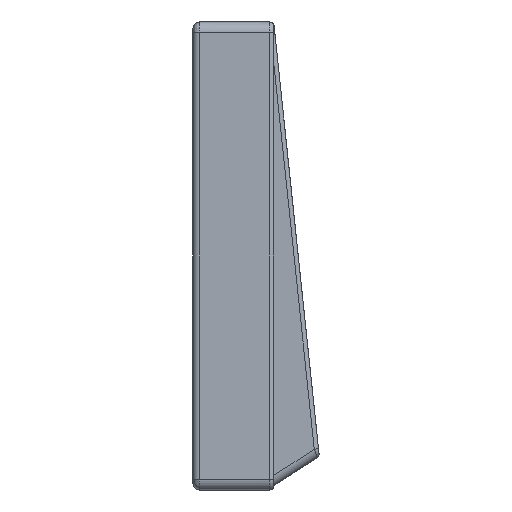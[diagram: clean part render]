
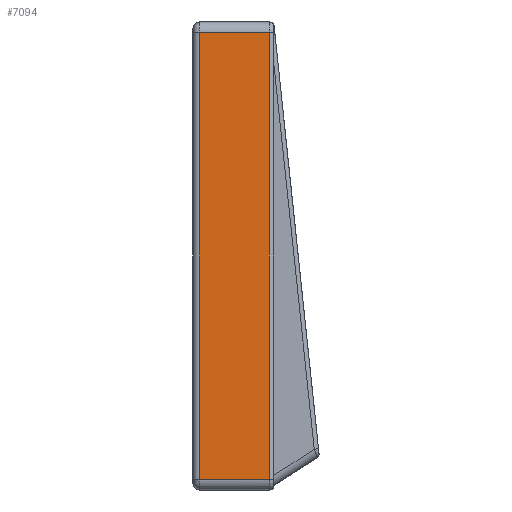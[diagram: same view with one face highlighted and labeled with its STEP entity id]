
A CAD part, left-side view. The second image highlights one B-rep face of the part: STEP entity #7094.
In plain terms, the highlighted planar face has unit normal (-1, 0, 0).
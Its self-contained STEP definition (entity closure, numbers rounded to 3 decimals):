
#144=PLANE('',#7629);
#587=FACE_OUTER_BOUND('',#993,.T.);
#993=EDGE_LOOP('',(#5289,#5290,#5291,#5292));
#1907=LINE('',#16681,#2430);
#1908=LINE('',#16683,#2431);
#1909=LINE('',#16685,#2432);
#1910=LINE('',#16686,#2433);
#2430=VECTOR('',#8833,1000.);
#2431=VECTOR('',#8834,10.);
#2432=VECTOR('',#8835,1000.);
#2433=VECTOR('',#8836,1000.);
#3180=VERTEX_POINT('',#16679);
#3181=VERTEX_POINT('',#16680);
#3182=VERTEX_POINT('',#16682);
#3183=VERTEX_POINT('',#16684);
#4037=EDGE_CURVE('',#3180,#3181,#1907,.T.);
#4038=EDGE_CURVE('',#3181,#3182,#1908,.T.);
#4039=EDGE_CURVE('',#3182,#3183,#1909,.T.);
#4040=EDGE_CURVE('',#3183,#3180,#1910,.T.);
#5289=ORIENTED_EDGE('',*,*,#4037,.T.);
#5290=ORIENTED_EDGE('',*,*,#4038,.T.);
#5291=ORIENTED_EDGE('',*,*,#4039,.T.);
#5292=ORIENTED_EDGE('',*,*,#4040,.T.);
#7094=ADVANCED_FACE('',(#587),#144,.F.);
#7629=AXIS2_PLACEMENT_3D('',#16678,#8831,#8832);
#8831=DIRECTION('center_axis',(1.,0.,0.));
#8832=DIRECTION('ref_axis',(0.,0.,-1.));
#8833=DIRECTION('',(0.,-1.,0.));
#8834=DIRECTION('',(0.,0.,1.));
#8835=DIRECTION('',(0.,1.,0.));
#8836=DIRECTION('',(0.,0.,-1.));
#16678=CARTESIAN_POINT('Origin',(-147.85,19.,-55.1));
#16679=CARTESIAN_POINT('',(-147.85,17.5,-52.6));
#16680=CARTESIAN_POINT('',(-147.85,1.,-52.6));
#16681=CARTESIAN_POINT('',(-147.85,19.,-52.6));
#16682=CARTESIAN_POINT('',(-147.85,1.,52.6));
#16683=CARTESIAN_POINT('',(-147.85,1.,-52.6));
#16684=CARTESIAN_POINT('',(-147.85,17.5,52.6));
#16685=CARTESIAN_POINT('',(-147.85,19.,52.6));
#16686=CARTESIAN_POINT('',(-147.85,17.5,-52.6));
